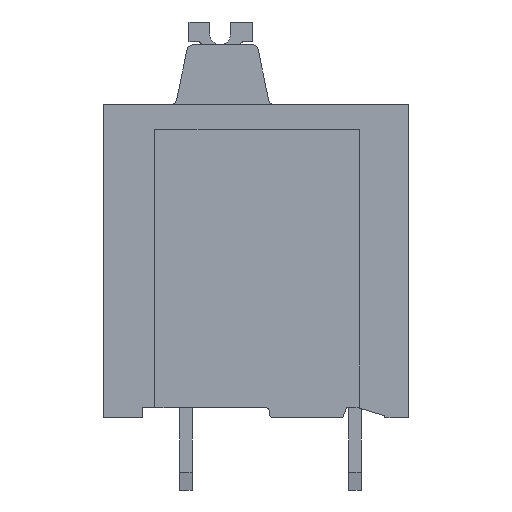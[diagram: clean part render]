
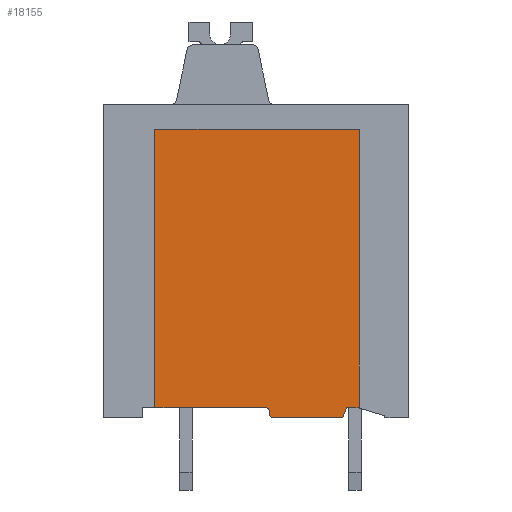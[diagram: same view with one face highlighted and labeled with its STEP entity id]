
A CAD part, left-side view. The second image highlights one B-rep face of the part: STEP entity #18155.
In plain terms, the highlighted planar face has unit normal (-1, 0, 0).
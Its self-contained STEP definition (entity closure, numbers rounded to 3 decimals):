
#7800=AXIS2_PLACEMENT_3D('Plane Axis2P3D',#7797,#7798,#7799) ;
#14684=AXIS2_PLACEMENT_3D('Circle Axis2P3D',#14682,#14683,$) ;
#14739=AXIS2_PLACEMENT_3D('Circle Axis2P3D',#14737,#14738,$) ;
#7797=CARTESIAN_POINT('Axis2P3D Location',(1.1,2.4,0.)) ;
#14557=CARTESIAN_POINT('Vertex',(1.1,2.5,4.)) ;
#14569=CARTESIAN_POINT('Vertex',(1.1,2.4,3.97)) ;
#14572=CARTESIAN_POINT('Line Origine',(1.1,2.45,3.985)) ;
#14653=CARTESIAN_POINT('Vertex',(1.1,6.95,4.)) ;
#14656=CARTESIAN_POINT('Line Origine',(1.1,9.625,4.)) ;
#14660=CARTESIAN_POINT('Vertex',(1.1,12.3,4.)) ;
#14682=CARTESIAN_POINT('Axis2P3D Location',(1.1,6.95,3.8)) ;
#14686=CARTESIAN_POINT('Vertex',(1.1,6.75,3.8)) ;
#14710=CARTESIAN_POINT('Vertex',(1.1,6.75,3.7)) ;
#14713=CARTESIAN_POINT('Line Origine',(1.1,6.75,3.75)) ;
#14734=CARTESIAN_POINT('Vertex',(1.1,6.55,3.5)) ;
#14737=CARTESIAN_POINT('Axis2P3D Location',(1.1,6.55,3.7)) ;
#14753=CARTESIAN_POINT('Vertex',(1.1,3.2,3.5)) ;
#14756=CARTESIAN_POINT('Line Origine',(1.1,4.875,3.5)) ;
#14777=CARTESIAN_POINT('Vertex',(1.1,3.,4.)) ;
#14780=CARTESIAN_POINT('Line Origine',(1.1,3.1,3.75)) ;
#14792=CARTESIAN_POINT('Line Origine',(1.1,2.75,4.)) ;
#14809=CARTESIAN_POINT('Line Origine',(1.1,12.3,10.75)) ;
#14813=CARTESIAN_POINT('Vertex',(1.1,12.3,17.5)) ;
#14833=CARTESIAN_POINT('Line Origine',(1.1,7.35,17.5)) ;
#14837=CARTESIAN_POINT('Vertex',(1.1,2.4,17.5)) ;
#14857=CARTESIAN_POINT('Line Origine',(1.1,2.4,10.735)) ;
#7798=DIRECTION('Axis2P3D Direction',(1.,0.,0.)) ;
#7799=DIRECTION('Axis2P3D XDirection',(0.,1.,0.)) ;
#14573=DIRECTION('Vector Direction',(0.,-0.959,-0.284)) ;
#14657=DIRECTION('Vector Direction',(0.,1.,0.)) ;
#14683=DIRECTION('Axis2P3D Direction',(-1.,0.,0.)) ;
#14714=DIRECTION('Vector Direction',(0.,0.,1.)) ;
#14738=DIRECTION('Axis2P3D Direction',(-1.,0.,0.)) ;
#14757=DIRECTION('Vector Direction',(0.,1.,0.)) ;
#14781=DIRECTION('Vector Direction',(0.,0.371,-0.928)) ;
#14793=DIRECTION('Vector Direction',(0.,1.,0.)) ;
#14810=DIRECTION('Vector Direction',(0.,0.,1.)) ;
#14834=DIRECTION('Vector Direction',(0.,1.,0.)) ;
#14858=DIRECTION('Vector Direction',(0.,0.,1.)) ;
#14574=VECTOR('Line Direction',#14573,1.) ;
#14658=VECTOR('Line Direction',#14657,1.) ;
#14715=VECTOR('Line Direction',#14714,1.) ;
#14758=VECTOR('Line Direction',#14757,1.) ;
#14782=VECTOR('Line Direction',#14781,1.) ;
#14794=VECTOR('Line Direction',#14793,1.) ;
#14811=VECTOR('Line Direction',#14810,1.) ;
#14835=VECTOR('Line Direction',#14834,1.) ;
#14859=VECTOR('Line Direction',#14858,1.) ;
#18143=ORIENTED_EDGE('',*,*,#14662,.F.) ;
#18144=ORIENTED_EDGE('',*,*,#14688,.T.) ;
#18145=ORIENTED_EDGE('',*,*,#14717,.F.) ;
#18146=ORIENTED_EDGE('',*,*,#14741,.F.) ;
#18147=ORIENTED_EDGE('',*,*,#14760,.F.) ;
#18148=ORIENTED_EDGE('',*,*,#14784,.F.) ;
#18149=ORIENTED_EDGE('',*,*,#14796,.F.) ;
#18150=ORIENTED_EDGE('',*,*,#14576,.T.) ;
#18151=ORIENTED_EDGE('',*,*,#14861,.T.) ;
#18152=ORIENTED_EDGE('',*,*,#14839,.T.) ;
#18153=ORIENTED_EDGE('',*,*,#14815,.F.) ;
#18155=ADVANCED_FACE('_LMF 5.00/20/180  3.5SN OR BX 1330380000',(#18154),#7801,.F.) ;
#14685=CIRCLE('generated circle',#14684,0.2) ;
#14740=CIRCLE('generated circle',#14739,0.2) ;
#14576=EDGE_CURVE('',#14558,#14570,#14575,.T.) ;
#14662=EDGE_CURVE('',#14654,#14661,#14659,.T.) ;
#14688=EDGE_CURVE('',#14654,#14687,#14685,.F.) ;
#14717=EDGE_CURVE('',#14711,#14687,#14716,.T.) ;
#14741=EDGE_CURVE('',#14735,#14711,#14740,.F.) ;
#14760=EDGE_CURVE('',#14754,#14735,#14759,.T.) ;
#14784=EDGE_CURVE('',#14778,#14754,#14783,.T.) ;
#14796=EDGE_CURVE('',#14558,#14778,#14795,.T.) ;
#14815=EDGE_CURVE('',#14661,#14814,#14812,.T.) ;
#14839=EDGE_CURVE('',#14838,#14814,#14836,.T.) ;
#14861=EDGE_CURVE('',#14570,#14838,#14860,.T.) ;
#18142=EDGE_LOOP('',(#18143,#18144,#18145,#18146,#18147,#18148,#18149,#18150,#18151,#18152,#18153)) ;
#18154=FACE_OUTER_BOUND('',#18142,.T.) ;
#14575=LINE('Line',#14572,#14574) ;
#14659=LINE('Line',#14656,#14658) ;
#14716=LINE('Line',#14713,#14715) ;
#14759=LINE('Line',#14756,#14758) ;
#14783=LINE('Line',#14780,#14782) ;
#14795=LINE('Line',#14792,#14794) ;
#14812=LINE('Line',#14809,#14811) ;
#14836=LINE('Line',#14833,#14835) ;
#14860=LINE('Line',#14857,#14859) ;
#7801=PLANE('',#7800) ;
#14558=VERTEX_POINT('',#14557) ;
#14570=VERTEX_POINT('',#14569) ;
#14654=VERTEX_POINT('',#14653) ;
#14661=VERTEX_POINT('',#14660) ;
#14687=VERTEX_POINT('',#14686) ;
#14711=VERTEX_POINT('',#14710) ;
#14735=VERTEX_POINT('',#14734) ;
#14754=VERTEX_POINT('',#14753) ;
#14778=VERTEX_POINT('',#14777) ;
#14814=VERTEX_POINT('',#14813) ;
#14838=VERTEX_POINT('',#14837) ;
